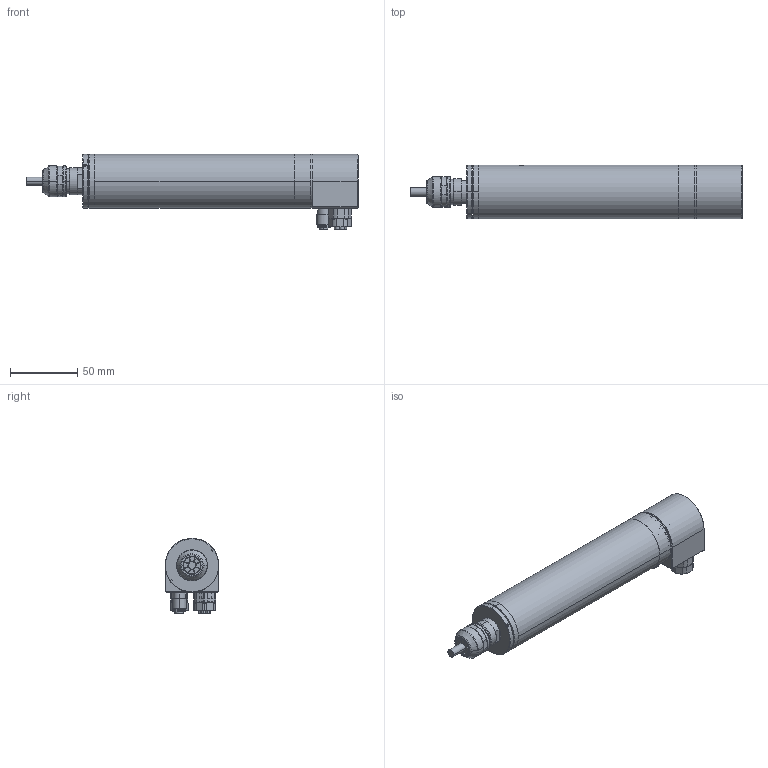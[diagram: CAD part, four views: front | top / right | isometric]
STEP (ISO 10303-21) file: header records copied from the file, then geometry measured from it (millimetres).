
FILE_DESCRIPTION (( 'STEP AP203' ), '1' );
FILE_NAME ('BMS-4020RA.STEP', '2016-03-22T01:57:50', ( '株式会社ナカニシ' ), ( 'Microsoft' ), 'SwSTEP 2.0', 'SolidWorks 2013', '' );
FILE_SCHEMA (( 'CONFIG_CONTROL_DESIGN' ));
Length unit declared in the file: millimetre
Products named in the file (1): BMS-4020RA
Bounding box: 246.37 x 40 x 55.85 mm (x, y, z)
Volume: 58266.9 mm3; surface area: 84745.7 mm2
Topology: 41 solids, 41 shells, 937 faces, 2270 edges, 1448 vertices
Faces by surface type: plane 333, cylinder 332, cone 216, bspline 56
Entity records: 29774 total; most frequent: CARTESIAN_POINT 7589, DIRECTION 4763, ORIENTED_EDGE 4528, EDGE_CURVE 2264, AXIS2_PLACEMENT_3D 1892, VERTEX_POINT 1448, EDGE_LOOP 1046, CIRCLE 1010
